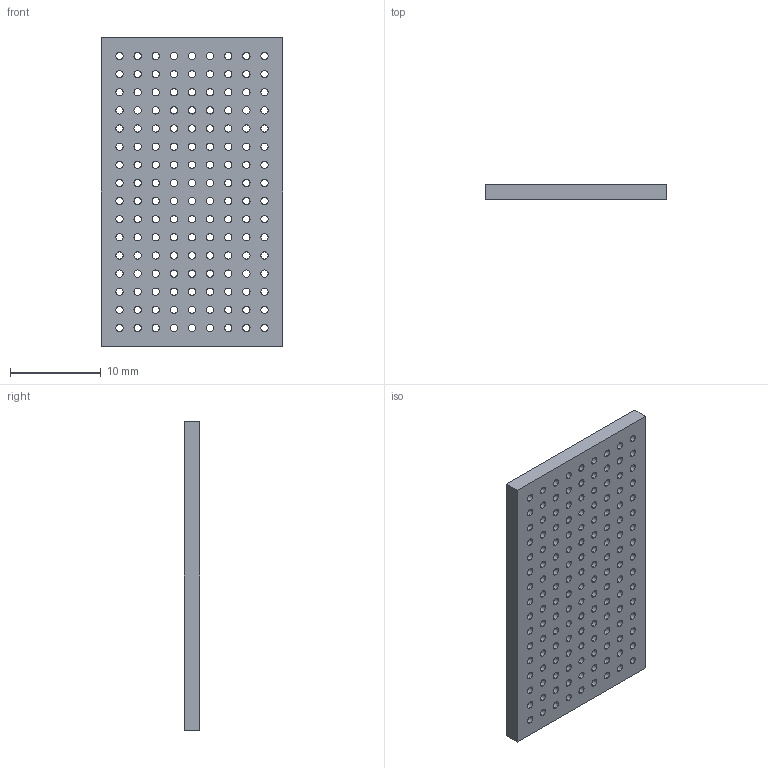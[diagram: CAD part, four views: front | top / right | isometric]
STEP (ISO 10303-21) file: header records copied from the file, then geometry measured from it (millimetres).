
FILE_DESCRIPTION (( 'STEP AP203' ), '1' );
FILE_NAME ('PowerBoardBase_Default_sldprt.STEP', '2021-01-18T18:43:26', ( '' ), ( '' ), 'SwSTEP 2.0', 'SolidWorks 2020', '' );
FILE_SCHEMA (( 'CONFIG_CONTROL_DESIGN' ));
Length unit declared in the file: millimetre
Products named in the file (1): PowerBoardBase_Default_sldprt
Bounding box: 20 x 1.7 x 34 mm (x, y, z)
Volume: 1033 mm3; surface area: 2014.1 mm2
Topology: 1 solids, 1 shells, 294 faces, 876 edges, 584 vertices
Faces by surface type: cylinder 288, plane 6
Entity records: 10889 total; most frequent: DIRECTION 2042, CARTESIAN_POINT 1755, ORIENTED_EDGE 1752, EDGE_CURVE 876, AXIS2_PLACEMENT_3D 871, VERTEX_POINT 584, EDGE_LOOP 582, CIRCLE 576
